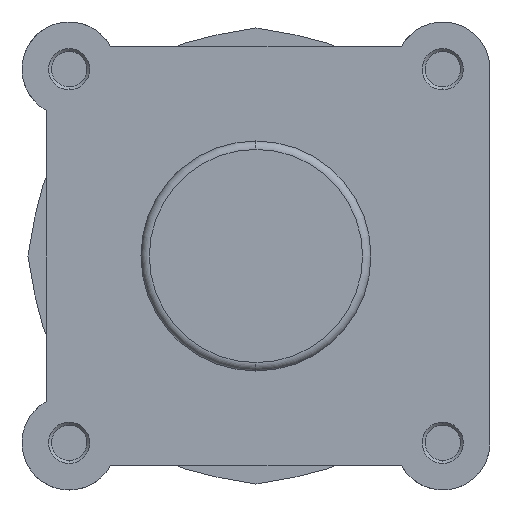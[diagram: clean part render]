
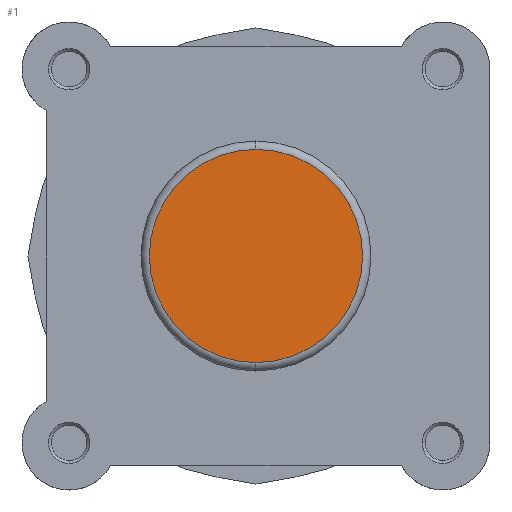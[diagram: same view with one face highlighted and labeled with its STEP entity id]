
A CAD part, left-side view. The second image highlights one B-rep face of the part: STEP entity #1.
In plain terms, the highlighted planar face has unit normal (-1, 0, 0).
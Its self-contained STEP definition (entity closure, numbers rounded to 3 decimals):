
#1 = ADVANCED_FACE ( 'NONE', ( #5288 ), #523, .F. ) ;
#238 = DIRECTION ( 'NONE',  ( 0., 0., -1. ) ) ;
#239 = DIRECTION ( 'NONE',  ( 1., 0., 0. ) ) ;
#288 = VERTEX_POINT ( 'NONE', #1759 ) ;
#315 = VERTEX_POINT ( 'NONE', #1786 ) ;
#519 = CARTESIAN_POINT ( 'NONE',  ( 0., 0., 0. ) ) ;
#523 = PLANE ( 'NONE',  #4604 ) ;
#1759 = CARTESIAN_POINT ( 'NONE',  ( 0., 0., -25.4 ) ) ;
#1786 = CARTESIAN_POINT ( 'NONE',  ( 0., 0., 25.4 ) ) ;
#2163 = CARTESIAN_POINT ( 'NONE',  ( 0., 0., 0. ) ) ;
#2168 = DIRECTION ( 'NONE',  ( -1., 0., 0. ) ) ;
#2169 = DIRECTION ( 'NONE',  ( 0., 0., -1. ) ) ;
#2217 = CARTESIAN_POINT ( 'NONE',  ( 0., 0., 0. ) ) ;
#2222 = DIRECTION ( 'NONE',  ( -1., 0., 0. ) ) ;
#2223 = DIRECTION ( 'NONE',  ( 0., 0., -1. ) ) ;
#3748 = EDGE_CURVE ( 'NONE', #315, #288, #5833, .T. ) ;
#3768 = EDGE_CURVE ( 'NONE', #288, #315, #5858, .T. ) ;
#4412 = EDGE_LOOP ( 'NONE', ( #5158, #5157 ) ) ;
#4604 = AXIS2_PLACEMENT_3D ( 'NONE', #519, #239, #238 ) ;
#4871 = AXIS2_PLACEMENT_3D ( 'NONE', #2163, #2168, #2169 ) ;
#4886 = AXIS2_PLACEMENT_3D ( 'NONE', #2217, #2222, #2223 ) ;
#5157 = ORIENTED_EDGE ( 'NONE', *, *, #3748, .T. ) ;
#5158 = ORIENTED_EDGE ( 'NONE', *, *, #3768, .T. ) ;
#5288 = FACE_OUTER_BOUND ( 'NONE', #4412, .T. ) ;
#5833 = CIRCLE ( 'NONE', #4871, 25.4 ) ;
#5858 = CIRCLE ( 'NONE', #4886, 25.4 ) ;
